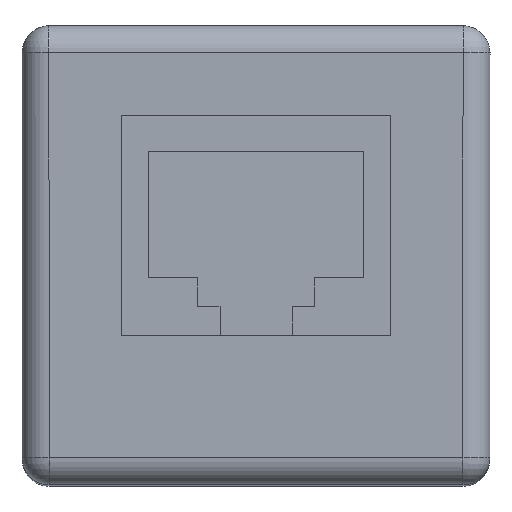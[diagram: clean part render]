
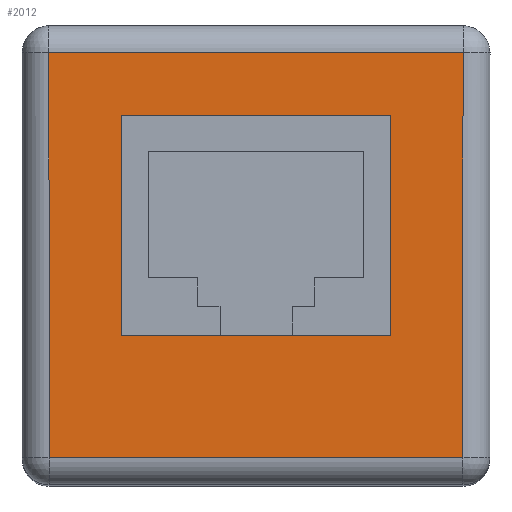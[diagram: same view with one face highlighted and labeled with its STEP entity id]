
A CAD part, top view. The second image highlights one B-rep face of the part: STEP entity #2012.
In plain terms, the highlighted planar face has unit normal (0, 0, 1).
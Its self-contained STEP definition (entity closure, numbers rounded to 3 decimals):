
#78 = CARTESIAN_POINT ( 'NONE',  ( 11.5, 12.75, 48.5 ) ) ;
#81 = VECTOR ( 'NONE', #946, 1000. ) ;
#82 = CARTESIAN_POINT ( 'NONE',  ( -7.5, 7.75, 48.5 ) ) ;
#109 = ORIENTED_EDGE ( 'NONE', *, *, #2057, .T. ) ;
#157 = LINE ( 'NONE', #874, #995 ) ;
#190 = ORIENTED_EDGE ( 'NONE', *, *, #515, .T. ) ;
#215 = LINE ( 'NONE', #814, #1490 ) ;
#252 = ORIENTED_EDGE ( 'NONE', *, *, #724, .F. ) ;
#264 = DIRECTION ( 'NONE',  ( 0., -1., 0. ) ) ;
#302 = AXIS2_PLACEMENT_3D ( 'NONE', #423, #910, #2044 ) ;
#320 = EDGE_CURVE ( 'NONE', #1750, #451, #594, .T. ) ;
#417 = EDGE_CURVE ( 'NONE', #1487, #1750, #2112, .T. ) ;
#423 = CARTESIAN_POINT ( 'NONE',  ( 0., 0., 48.5 ) ) ;
#451 = VERTEX_POINT ( 'NONE', #1537 ) ;
#515 = EDGE_CURVE ( 'NONE', #722, #1487, #1497, .T. ) ;
#527 = EDGE_CURVE ( 'NONE', #577, #1961, #157, .T. ) ;
#577 = VERTEX_POINT ( 'NONE', #727 ) ;
#587 = VECTOR ( 'NONE', #919, 1000. ) ;
#594 = LINE ( 'NONE', #766, #81 ) ;
#637 = LINE ( 'NONE', #78, #587 ) ;
#703 = CARTESIAN_POINT ( 'NONE',  ( -11.5, -12.75, 48.5 ) ) ;
#705 = CARTESIAN_POINT ( 'NONE',  ( -7.5, 7.75, 48.5 ) ) ;
#722 = VERTEX_POINT ( 'NONE', #2007 ) ;
#724 = EDGE_CURVE ( 'NONE', #1657, #577, #1309, .T. ) ;
#727 = CARTESIAN_POINT ( 'NONE',  ( 7.5, -4.45, 48.5 ) ) ;
#739 = FACE_BOUND ( 'NONE', #1683, .T. ) ;
#766 = CARTESIAN_POINT ( 'NONE',  ( 13., -11.25, 48.5 ) ) ;
#814 = CARTESIAN_POINT ( 'NONE',  ( -7.5, 7.75, 48.5 ) ) ;
#865 = CARTESIAN_POINT ( 'NONE',  ( -13., 11.25, 48.5 ) ) ;
#871 = VECTOR ( 'NONE', #1815, 1000. ) ;
#874 = CARTESIAN_POINT ( 'NONE',  ( 7.5, 7.75, 48.5 ) ) ;
#904 = CARTESIAN_POINT ( 'NONE',  ( -11.5, 11.25, 48.5 ) ) ;
#910 = DIRECTION ( 'NONE',  ( 0., 0., 1. ) ) ;
#919 = DIRECTION ( 'NONE',  ( 0., 1., 0. ) ) ;
#922 = VECTOR ( 'NONE', #1974, 1000. ) ;
#928 = ORIENTED_EDGE ( 'NONE', *, *, #417, .T. ) ;
#946 = DIRECTION ( 'NONE',  ( 1., 0., 0. ) ) ;
#988 = DIRECTION ( 'NONE',  ( 0., 1., 0. ) ) ;
#995 = VECTOR ( 'NONE', #988, 1000. ) ;
#1042 = DIRECTION ( 'NONE',  ( -1., 0., 0. ) ) ;
#1087 = CARTESIAN_POINT ( 'NONE',  ( -7.5, -4.45, 48.5 ) ) ;
#1096 = ORIENTED_EDGE ( 'NONE', *, *, #320, .T. ) ;
#1105 = VERTEX_POINT ( 'NONE', #705 ) ;
#1121 = FACE_OUTER_BOUND ( 'NONE', #1760, .T. ) ;
#1217 = CARTESIAN_POINT ( 'NONE',  ( 7.5, 7.75, 48.5 ) ) ;
#1309 = LINE ( 'NONE', #2131, #871 ) ;
#1411 = PLANE ( 'NONE',  #302 ) ;
#1487 = VERTEX_POINT ( 'NONE', #904 ) ;
#1490 = VECTOR ( 'NONE', #1955, 1000. ) ;
#1497 = LINE ( 'NONE', #865, #1876 ) ;
#1520 = VECTOR ( 'NONE', #264, 1000. ) ;
#1537 = CARTESIAN_POINT ( 'NONE',  ( 11.5, -11.25, 48.5 ) ) ;
#1590 = EDGE_CURVE ( 'NONE', #1105, #1657, #1939, .T. ) ;
#1640 = CARTESIAN_POINT ( 'NONE',  ( -11.5, -11.25, 48.5 ) ) ;
#1657 = VERTEX_POINT ( 'NONE', #1087 ) ;
#1659 = ORIENTED_EDGE ( 'NONE', *, *, #1825, .F. ) ;
#1683 = EDGE_LOOP ( 'NONE', ( #1707, #1659, #2024, #252 ) ) ;
#1707 = ORIENTED_EDGE ( 'NONE', *, *, #1590, .F. ) ;
#1750 = VERTEX_POINT ( 'NONE', #1640 ) ;
#1760 = EDGE_LOOP ( 'NONE', ( #928, #1096, #109, #190 ) ) ;
#1815 = DIRECTION ( 'NONE',  ( 1., 0., 0. ) ) ;
#1825 = EDGE_CURVE ( 'NONE', #1961, #1105, #215, .T. ) ;
#1876 = VECTOR ( 'NONE', #1042, 1000. ) ;
#1939 = LINE ( 'NONE', #82, #1520 ) ;
#1955 = DIRECTION ( 'NONE',  ( -1., 0., 0. ) ) ;
#1961 = VERTEX_POINT ( 'NONE', #1217 ) ;
#1974 = DIRECTION ( 'NONE',  ( 0., -1., 0. ) ) ;
#2007 = CARTESIAN_POINT ( 'NONE',  ( 11.5, 11.25, 48.5 ) ) ;
#2012 = ADVANCED_FACE ( 'NONE', ( #1121, #739 ), #1411, .T. ) ;
#2024 = ORIENTED_EDGE ( 'NONE', *, *, #527, .F. ) ;
#2044 = DIRECTION ( 'NONE',  ( 1., 0., 0. ) ) ;
#2057 = EDGE_CURVE ( 'NONE', #451, #722, #637, .T. ) ;
#2112 = LINE ( 'NONE', #703, #922 ) ;
#2131 = CARTESIAN_POINT ( 'NONE',  ( -7.5, -4.45, 48.5 ) ) ;
